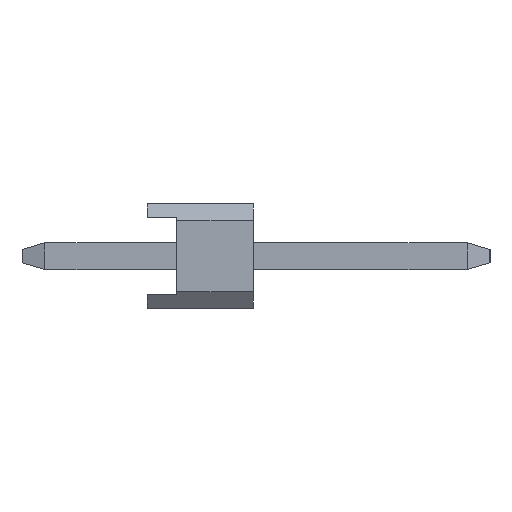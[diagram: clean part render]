
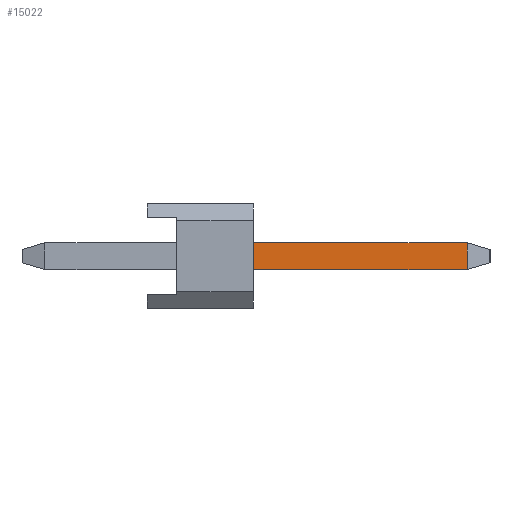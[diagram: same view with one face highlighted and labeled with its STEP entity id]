
A CAD part, left-side view. The second image highlights one B-rep face of the part: STEP entity #15022.
In plain terms, the highlighted planar face has unit normal (-1, 0, 0).
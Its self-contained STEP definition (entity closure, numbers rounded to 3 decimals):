
#6338=EDGE_CURVE('',#12882,#11578,#16926,.T.);
#10324=EDGE_CURVE('',#11578,#11680,#21314,.T.);
#11178=EDGE_CURVE('',#14152,#12882,#22242,.T.);
#11578=VERTEX_POINT('',#22673);
#11680=VERTEX_POINT('',#22788);
#12882=VERTEX_POINT('',#24124);
#14152=VERTEX_POINT('',#25551);
#15022=ADVANCED_FACE('',(#26517),#26518,.T.);
#15624=EDGE_CURVE('',#11680,#14152,#27178,.T.);
#16926=LINE('',#29004,#29005);
#21314=LINE('',#35454,#35455);
#22242=LINE('',#36814,#36815);
#22673=CARTESIAN_POINT('',(-42.23,-2.54,-0.32));
#22788=CARTESIAN_POINT('',(-42.23,-2.54,0.32));
#24124=CARTESIAN_POINT('',(-42.23,-7.654,-0.32));
#25551=CARTESIAN_POINT('',(-42.23,-7.654,0.32));
#26517=FACE_OUTER_BOUND('',#42880,.T.);
#26518=PLANE('',#42881);
#27178=LINE('',#43834,#43835);
#29004=CARTESIAN_POINT('',(-42.23,2.454,-0.32));
#29005=VECTOR('',#45207,1.0);
#35454=CARTESIAN_POINT('',(-42.23,-2.54,0.252));
#35455=VECTOR('',#49696,1.0);
#36814=CARTESIAN_POINT('',(-42.23,-7.654,0.5));
#36815=VECTOR('',#50518,1.0);
#42880=EDGE_LOOP('',(#55101,#55102,#55103,#55104));
#42881=AXIS2_PLACEMENT_3D('',#55105,#55106,#55107);
#43834=CARTESIAN_POINT('',(-42.23,-2.6,0.32));
#43835=VECTOR('',#55728,1.0);
#45207=DIRECTION('',(0.,1.0,0.));
#49696=DIRECTION('',(0.,0.,1.0));
#50518=DIRECTION('',(0.0,0.,-1.0));
#55101=ORIENTED_EDGE('',*,*,#10324,.F.);
#55102=ORIENTED_EDGE('',*,*,#6338,.F.);
#55103=ORIENTED_EDGE('',*,*,#11178,.F.);
#55104=ORIENTED_EDGE('',*,*,#15624,.F.);
#55105=CARTESIAN_POINT('',(-42.23,2.454,0.5));
#55106=DIRECTION('',(-1.0,0.,0.));
#55107=DIRECTION('',(0.,1.0,0.));
#55728=DIRECTION('',(0.,-1.0,0.));
